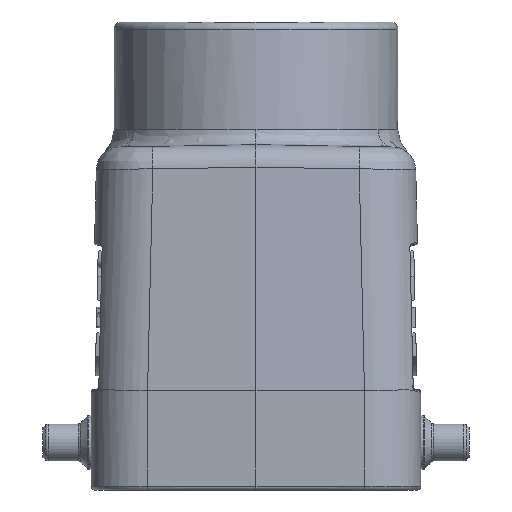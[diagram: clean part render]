
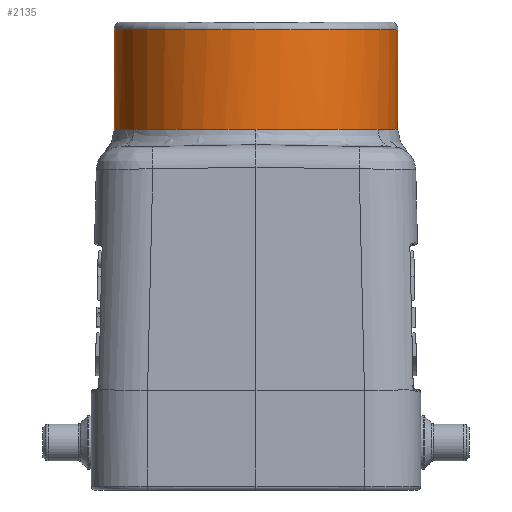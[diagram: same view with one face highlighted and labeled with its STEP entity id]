
A CAD part, left-side view. The second image highlights one B-rep face of the part: STEP entity #2135.
In plain terms, the highlighted cylindrical face has radius 18.5 mm (diameter 37 mm), a full revolution.
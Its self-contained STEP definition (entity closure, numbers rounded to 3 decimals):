
#1566=CYLINDRICAL_SURFACE('',#12180,18.5);
#2135=ADVANCED_FACE('',(#3010,#3011),#1566,.T.);
#2819=CIRCLE('',#12179,18.5);
#3010=FACE_BOUND('',#3192,.T.);
#3011=FACE_BOUND('',#3193,.T.);
#3192=EDGE_LOOP('',(#4104));
#3193=EDGE_LOOP('',(#4105,#4106,#4107,#4108,#4109,#4110));
#4104=ORIENTED_EDGE('',*,*,#6881,.T.);
#4105=ORIENTED_EDGE('',*,*,#6876,.T.);
#4106=ORIENTED_EDGE('',*,*,#6873,.T.);
#4107=ORIENTED_EDGE('',*,*,#6870,.T.);
#4108=ORIENTED_EDGE('',*,*,#6867,.T.);
#4109=ORIENTED_EDGE('',*,*,#6864,.T.);
#4110=ORIENTED_EDGE('',*,*,#6879,.T.);
#6164=VERTEX_POINT('',#17471);
#6166=VERTEX_POINT('',#17479);
#6168=VERTEX_POINT('',#17560);
#6170=VERTEX_POINT('',#17599);
#6172=VERTEX_POINT('',#17638);
#6174=VERTEX_POINT('',#17719);
#6176=VERTEX_POINT('',#17785);
#6864=EDGE_CURVE('',#6166,#6164,#8018,.T.);
#6867=EDGE_CURVE('',#6168,#6166,#8020,.T.);
#6870=EDGE_CURVE('',#6170,#6168,#8022,.T.);
#6873=EDGE_CURVE('',#6172,#6170,#8024,.T.);
#6876=EDGE_CURVE('',#6174,#6172,#8026,.T.);
#6879=EDGE_CURVE('',#6164,#6174,#8028,.T.);
#6881=EDGE_CURVE('',#6176,#6176,#2819,.T.);
#8018=B_SPLINE_CURVE_WITH_KNOTS('',3,(#17473,#17474,#17475,#17476,#17477,
#17478),.UNSPECIFIED.,.F.,.F.,(4,2,4),(0.,0.5,1.),.UNSPECIFIED.);
#8020=B_SPLINE_CURVE_WITH_KNOTS('',3,(#17554,#17555,#17556,#17557,#17558,
#17559),.UNSPECIFIED.,.F.,.F.,(4,2,4),(0.,0.5,1.),.UNSPECIFIED.);
#8022=B_SPLINE_CURVE_WITH_KNOTS('',3,(#17593,#17594,#17595,#17596,#17597,
#17598),.UNSPECIFIED.,.F.,.F.,(4,2,4),(0.,0.5,1.),.UNSPECIFIED.);
#8024=B_SPLINE_CURVE_WITH_KNOTS('',3,(#17632,#17633,#17634,#17635,#17636,
#17637),.UNSPECIFIED.,.F.,.F.,(4,2,4),(0.,0.5,1.),.UNSPECIFIED.);
#8026=B_SPLINE_CURVE_WITH_KNOTS('',3,(#17713,#17714,#17715,#17716,#17717,
#17718),.UNSPECIFIED.,.F.,.F.,(4,2,4),(0.,0.5,1.),.UNSPECIFIED.);
#8028=B_SPLINE_CURVE_WITH_KNOTS('',3,(#17750,#17751,#17752,#17753,#17754,
#17755),.UNSPECIFIED.,.F.,.F.,(4,2,4),(0.,0.5,1.),.UNSPECIFIED.);
#12179=AXIS2_PLACEMENT_3D('',#17784,#13228,#13229);
#12180=AXIS2_PLACEMENT_3D('',#17786,#13230,#13231);
#13228=DIRECTION('',(0.,0.,-1.));
#13229=DIRECTION('',(-1.,0.,0.));
#13230=DIRECTION('',(0.,0.,1.));
#13231=DIRECTION('',(1.,0.,0.));
#17471=CARTESIAN_POINT('',(9.436,-15.913,37.85));
#17473=CARTESIAN_POINT('',(-9.436,-15.913,37.85));
#17474=CARTESIAN_POINT('',(-6.597,-17.596,37.85));
#17475=CARTESIAN_POINT('',(-3.301,-18.5,37.85));
#17476=CARTESIAN_POINT('',(3.301,-18.5,37.85));
#17477=CARTESIAN_POINT('',(6.597,-17.596,37.85));
#17478=CARTESIAN_POINT('',(9.436,-15.913,37.85));
#17479=CARTESIAN_POINT('',(-9.436,-15.913,37.85));
#17554=CARTESIAN_POINT('',(-18.5,0.,37.85));
#17555=CARTESIAN_POINT('',(-18.5,-3.193,37.85));
#17556=CARTESIAN_POINT('',(-17.655,-6.382,37.85));
#17557=CARTESIAN_POINT('',(-14.495,-11.931,37.85));
#17558=CARTESIAN_POINT('',(-12.182,-14.284,37.85));
#17559=CARTESIAN_POINT('',(-9.436,-15.913,37.85));
#17560=CARTESIAN_POINT('',(-18.5,0.,37.85));
#17593=CARTESIAN_POINT('',(-9.436,15.912,37.85));
#17594=CARTESIAN_POINT('',(-12.183,14.284,37.85));
#17595=CARTESIAN_POINT('',(-14.495,11.931,37.85));
#17596=CARTESIAN_POINT('',(-17.655,6.382,37.85));
#17597=CARTESIAN_POINT('',(-18.5,3.193,37.85));
#17598=CARTESIAN_POINT('',(-18.5,0.,37.85));
#17599=CARTESIAN_POINT('',(-9.436,15.912,37.85));
#17632=CARTESIAN_POINT('',(9.436,15.913,37.85));
#17633=CARTESIAN_POINT('',(6.597,17.596,37.85));
#17634=CARTESIAN_POINT('',(3.301,18.5,37.85));
#17635=CARTESIAN_POINT('',(-3.301,18.5,37.85));
#17636=CARTESIAN_POINT('',(-6.597,17.596,37.85));
#17637=CARTESIAN_POINT('',(-9.436,15.912,37.85));
#17638=CARTESIAN_POINT('',(9.436,15.913,37.85));
#17713=CARTESIAN_POINT('',(18.5,0.,37.85));
#17714=CARTESIAN_POINT('',(18.5,3.193,37.85));
#17715=CARTESIAN_POINT('',(17.655,6.382,37.85));
#17716=CARTESIAN_POINT('',(14.495,11.931,37.85));
#17717=CARTESIAN_POINT('',(12.182,14.284,37.85));
#17718=CARTESIAN_POINT('',(9.436,15.913,37.85));
#17719=CARTESIAN_POINT('',(18.5,0.,37.85));
#17750=CARTESIAN_POINT('',(9.436,-15.913,37.85));
#17751=CARTESIAN_POINT('',(12.183,-14.284,37.85));
#17752=CARTESIAN_POINT('',(14.495,-11.931,37.85));
#17753=CARTESIAN_POINT('',(17.655,-6.382,37.85));
#17754=CARTESIAN_POINT('',(18.5,-3.193,37.85));
#17755=CARTESIAN_POINT('',(18.5,0.,37.85));
#17784=CARTESIAN_POINT('',(0.,0.,50.85));
#17785=CARTESIAN_POINT('',(-18.5,0.,50.85));
#17786=CARTESIAN_POINT('',(0.,0.,35.35));
